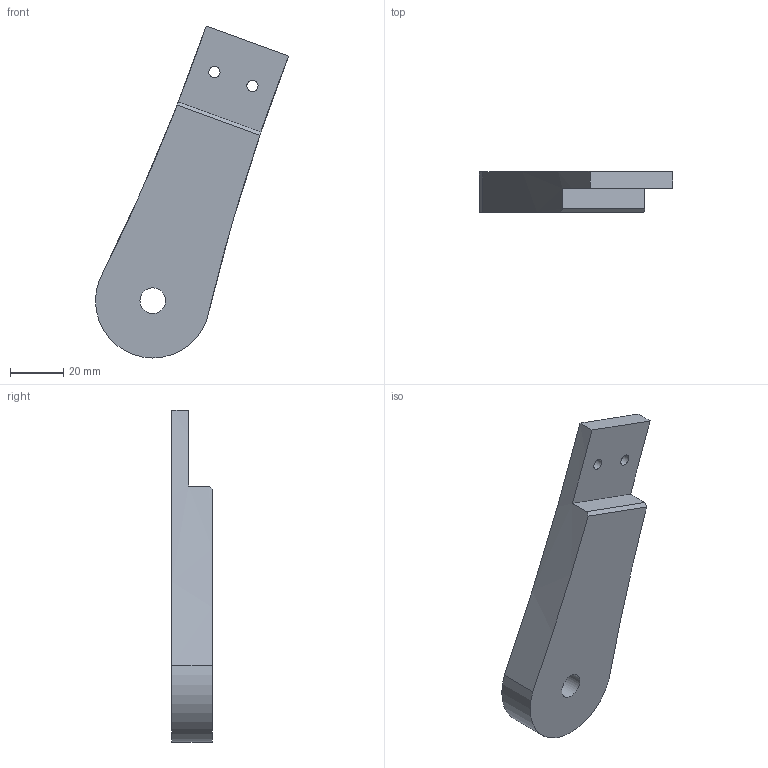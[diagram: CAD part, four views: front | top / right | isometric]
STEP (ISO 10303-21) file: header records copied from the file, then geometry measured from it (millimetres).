
FILE_DESCRIPTION(/* description */ ('STEP AP242 Edition 2','CAx-IF Rec.Pracs.---Representation and Presentation of Product Manufacturing Information (PMI)---4.0---2014-10-13','CAx-IF Rec.Pracs.---3D Tessellated Geometry---0.4---2014-09-14','2;1','CAx-IF Rec.Pracs.---User Defined Attributes---1.5---2016-08-15'),/* implementation_level */ '2;1');
FILE_NAME(/* name */ '69655c2fee0dfdd49ce88fbd',/* time_stamp */ '2026-01-12T20:40:31Z',/* author */ (''),/* organization */ (''),/* preprocessor_version */ 'ST-DEVELOPER v20',/* originating_system */ 'ONSHAPE BY PTC INC, 1.209',/* authorisation */ ' ');
FILE_SCHEMA (('AP242_MANAGED_MODEL_BASED_3D_ENGINEERING_MIM_LF { 1 0 10303 442 3 1 4 }'));
Length unit declared in the file: metre
Products named in the file (1): Arm1-1
Bounding box: 72.75 x 15.24 x 125.11 mm (x, y, z)
Volume: 56919.3 mm3; surface area: 13651.1 mm2
Topology: 1 solids, 1 shells, 38 faces, 69 edges, 46 vertices
Faces by surface type: cylinder 19, plane 19
Full cylindrical faces by diameter (mm): 1.9 x12, 4.2 x2, 9.65 x1, 21.2 x1
Entity records: 909 total; most frequent: DIRECTION 173, CARTESIAN_POINT 138, ORIENTED_EDGE 106, AXIS2_PLACEMENT_3D 81, EDGE_LOOP 73, FACE_BOUND 73, EDGE_CURVE 53, VERTEX_POINT 46
